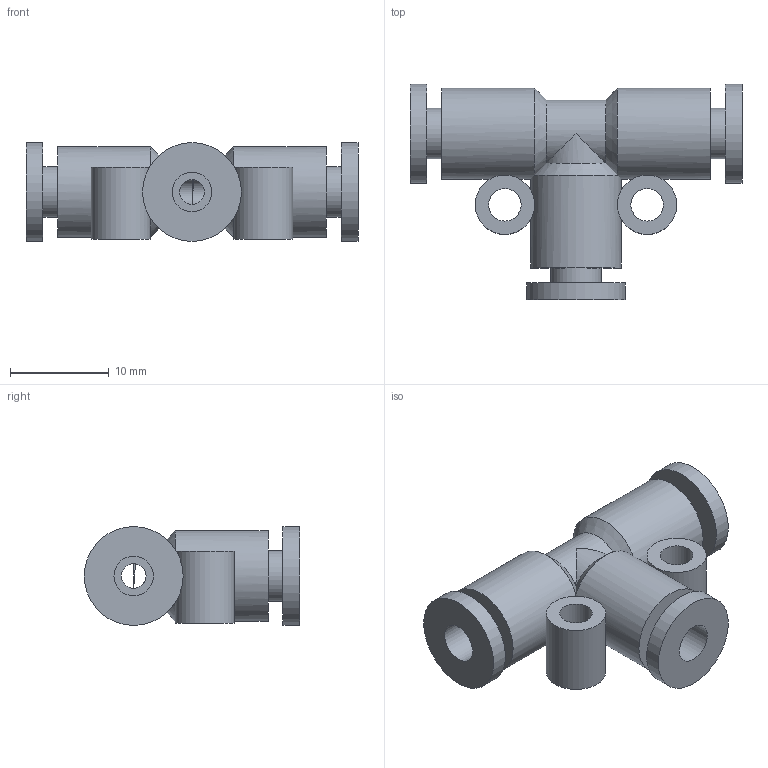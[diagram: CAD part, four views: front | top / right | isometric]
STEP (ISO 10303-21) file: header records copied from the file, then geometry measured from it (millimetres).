
FILE_DESCRIPTION(/* description */ ('Alibre Inc.'),/* implementation_level */ '2;1');
FILE_NAME(/* name */ 'export-FB6985B9-82FF-4F4D-B40C-0912BA5C8492',/* time_stamp */ '2019-04-25T16:23:58+02:00',/* author */ (''),/* organization */ (''),/* preprocessor_version */ 'ST-DEVELOPER v17',/* originating_system */ 'Alibre',/* authorisation */ '');
FILE_SCHEMA (('AUTOMOTIVE_DESIGN'));
Length unit declared in the file: millimetre
Bounding box: 33.6 x 21.8 x 10 mm (x, y, z)
Volume: 2515.9 mm3; surface area: 2776.7 mm2
Topology: 1 solids, 1 shells, 41 faces, 83 edges, 54 vertices
Faces by surface type: cylinder 21, plane 16, cone 4
Full cylindrical faces by diameter (mm): 2.5 x2, 3.3 x2, 4 x3, 5.1 x3, 6 x2, 9.2 x3, 10 x3
Entity records: 1232 total; most frequent: CARTESIAN_POINT 382, DIRECTION 164, ORIENTED_EDGE 112, AXIS2_PLACEMENT_3D 90, EDGE_LOOP 84, FACE_BOUND 84, EDGE_CURVE 56, VERTEX_POINT 48
